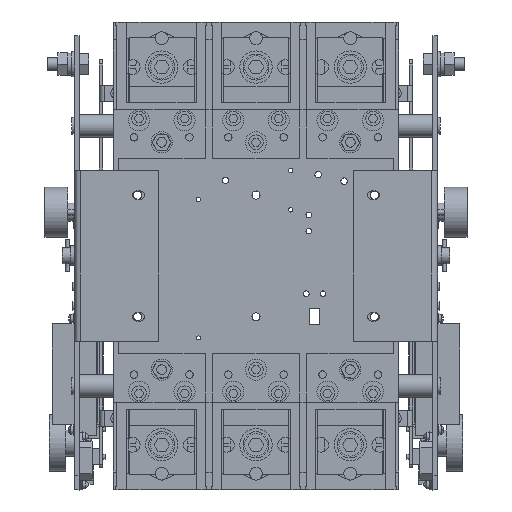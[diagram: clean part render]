
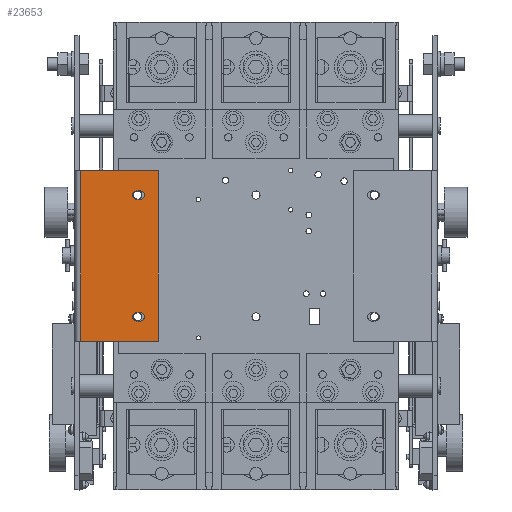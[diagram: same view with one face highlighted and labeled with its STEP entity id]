
A CAD part, front view. The second image highlights one B-rep face of the part: STEP entity #23653.
In plain terms, the highlighted planar face has unit normal (0, -1, 0).
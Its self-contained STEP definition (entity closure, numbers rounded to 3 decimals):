
#536 = DIRECTION ( 'NONE',  ( 0., 0., 1. ) ) ;
#816 = ORIENTED_EDGE ( 'NONE', *, *, #31650, .T. ) ;
#1657 = DIRECTION ( 'NONE',  ( 0., 0., 1. ) ) ;
#2135 = ORIENTED_EDGE ( 'NONE', *, *, #34557, .T. ) ;
#4284 = VERTEX_POINT ( 'NONE', #96659 ) ;
#6956 = VERTEX_POINT ( 'NONE', #64342 ) ;
#8711 = VERTEX_POINT ( 'NONE', #95246 ) ;
#9024 = ORIENTED_EDGE ( 'NONE', *, *, #68036, .F. ) ;
#9255 = LINE ( 'NONE', #77581, #23858 ) ;
#13791 = CARTESIAN_POINT ( 'NONE',  ( 37.4, -16.375, -37.125 ) ) ;
#14149 = CARTESIAN_POINT ( 'NONE',  ( -52.6, -16.375, 1.5 ) ) ;
#14516 = ORIENTED_EDGE ( 'NONE', *, *, #95528, .T. ) ;
#14782 = DIRECTION ( 'NONE',  ( 0., 0., 1. ) ) ;
#15156 = CIRCLE ( 'NONE', #71328, 2.625 ) ;
#15878 = VERTEX_POINT ( 'NONE', #90627 ) ;
#16567 = ORIENTED_EDGE ( 'NONE', *, *, #20772, .T. ) ;
#16618 = DIRECTION ( 'NONE',  ( 0., 1., 0. ) ) ;
#17651 = DIRECTION ( 'NONE',  ( -1., 0., 0. ) ) ;
#18458 = CARTESIAN_POINT ( 'NONE',  ( 52.4, -16.375, -50.25 ) ) ;
#19536 = ORIENTED_EDGE ( 'NONE', *, *, #64367, .F. ) ;
#20295 = EDGE_LOOP ( 'NONE', ( #9024, #16567, #53532, #19536 ) ) ;
#20772 = EDGE_CURVE ( 'NONE', #39585, #6956, #71186, .T. ) ;
#21646 = VECTOR ( 'NONE', #63154, 1000. ) ;
#21814 = PLANE ( 'NONE',  #57255 ) ;
#21835 = EDGE_CURVE ( 'NONE', #15878, #46740, #78035, .T. ) ;
#22347 = VECTOR ( 'NONE', #36753, 1000. ) ;
#22815 = FACE_BOUND ( 'NONE', #82000, .T. ) ;
#23607 = DIRECTION ( 'NONE',  ( -1., 0., 0. ) ) ;
#23653 = ADVANCED_FACE ( 'NONE', ( #22815, #37406, #55842 ), #21814, .F. ) ;
#23841 = VECTOR ( 'NONE', #95441, 1000. ) ;
#23858 = VECTOR ( 'NONE', #24320, 1000. ) ;
#24320 = DIRECTION ( 'NONE',  ( 0., 0., -1. ) ) ;
#26022 = VECTOR ( 'NONE', #43610, 1000. ) ;
#26795 = AXIS2_PLACEMENT_3D ( 'NONE', #31175, #16618, #536 ) ;
#26923 = DIRECTION ( 'NONE',  ( 0., 0., -1. ) ) ;
#30149 = LINE ( 'NONE', #18458, #38415 ) ;
#31175 = CARTESIAN_POINT ( 'NONE',  ( -37.6, -16.375, -39.125 ) ) ;
#31650 = EDGE_CURVE ( 'NONE', #55731, #34140, #62107, .T. ) ;
#31858 = ORIENTED_EDGE ( 'NONE', *, *, #82895, .T. ) ;
#31884 = CIRCLE ( 'NONE', #75129, 2.625 ) ;
#34140 = VERTEX_POINT ( 'NONE', #89300 ) ;
#34557 = EDGE_CURVE ( 'NONE', #46740, #38906, #9255, .T. ) ;
#34727 = AXIS2_PLACEMENT_3D ( 'NONE', #13791, #45412, #14782 ) ;
#34978 = CARTESIAN_POINT ( 'NONE',  ( 52.4, -16.375, 1.5 ) ) ;
#36324 = EDGE_CURVE ( 'NONE', #38906, #62850, #83509, .T. ) ;
#36753 = DIRECTION ( 'NONE',  ( 0., 0., -1. ) ) ;
#37406 = FACE_BOUND ( 'NONE', #83762, .T. ) ;
#38415 = VECTOR ( 'NONE', #23607, 1000. ) ;
#38906 = VERTEX_POINT ( 'NONE', #83612 ) ;
#39030 = DIRECTION ( 'NONE',  ( 0., 1., 0. ) ) ;
#39585 = VERTEX_POINT ( 'NONE', #71899 ) ;
#40341 = DIRECTION ( 'NONE',  ( 0., 1., 0. ) ) ;
#43610 = DIRECTION ( 'NONE',  ( 0., 0., -1. ) ) ;
#44932 = CARTESIAN_POINT ( 'NONE',  ( 0., -16.375, 1.5 ) ) ;
#45071 = DIRECTION ( 'NONE',  ( 0., 0., 1. ) ) ;
#45412 = DIRECTION ( 'NONE',  ( 0., 1., 0. ) ) ;
#45836 = CARTESIAN_POINT ( 'NONE',  ( -34.975, -16.375, -37.125 ) ) ;
#46740 = VERTEX_POINT ( 'NONE', #50527 ) ;
#47269 = CARTESIAN_POINT ( 'NONE',  ( -34.975, -16.375, -39.125 ) ) ;
#48307 = DIRECTION ( 'NONE',  ( 0., 1., 0. ) ) ;
#48521 = EDGE_CURVE ( 'NONE', #4284, #65348, #31884, .T. ) ;
#49116 = ORIENTED_EDGE ( 'NONE', *, *, #55815, .T. ) ;
#50527 = CARTESIAN_POINT ( 'NONE',  ( 40.025, -16.375, -37.125 ) ) ;
#50645 = LINE ( 'NONE', #51139, #26022 ) ;
#51139 = CARTESIAN_POINT ( 'NONE',  ( -34.975, -16.375, -39.125 ) ) ;
#51147 = CARTESIAN_POINT ( 'NONE',  ( 34.775, -16.375, -39.125 ) ) ;
#52909 = CARTESIAN_POINT ( 'NONE',  ( -52.6, -16.375, -50.25 ) ) ;
#53532 = ORIENTED_EDGE ( 'NONE', *, *, #92119, .T. ) ;
#54599 = DIRECTION ( 'NONE',  ( 0., 1., 0. ) ) ;
#55731 = VERTEX_POINT ( 'NONE', #47269 ) ;
#55815 = EDGE_CURVE ( 'NONE', #34140, #4284, #58775, .T. ) ;
#55842 = FACE_OUTER_BOUND ( 'NONE', #20295, .T. ) ;
#56498 = CIRCLE ( 'NONE', #66080, 2.625 ) ;
#57255 = AXIS2_PLACEMENT_3D ( 'NONE', #44932, #48307, #17651 ) ;
#58775 = LINE ( 'NONE', #65293, #23841 ) ;
#59515 = ORIENTED_EDGE ( 'NONE', *, *, #94788, .T. ) ;
#60774 = CARTESIAN_POINT ( 'NONE',  ( 34.775, -16.375, -39.125 ) ) ;
#62107 = CIRCLE ( 'NONE', #26795, 2.625 ) ;
#62850 = VERTEX_POINT ( 'NONE', #51147 ) ;
#63154 = DIRECTION ( 'NONE',  ( -1., 0., 0. ) ) ;
#64342 = CARTESIAN_POINT ( 'NONE',  ( -52.6, -16.375, -2.5 ) ) ;
#64367 = EDGE_CURVE ( 'NONE', #8711, #76130, #30149, .T. ) ;
#65293 = CARTESIAN_POINT ( 'NONE',  ( -40.225, -16.375, -39.125 ) ) ;
#65348 = VERTEX_POINT ( 'NONE', #96524 ) ;
#66080 = AXIS2_PLACEMENT_3D ( 'NONE', #86729, #80170, #72135 ) ;
#67084 = LINE ( 'NONE', #34978, #78874 ) ;
#68036 = EDGE_CURVE ( 'NONE', #39585, #8711, #67084, .T. ) ;
#68172 = CARTESIAN_POINT ( 'NONE',  ( -37.6, -16.375, -37.125 ) ) ;
#68307 = CARTESIAN_POINT ( 'NONE',  ( 34.775, -16.375, -37.125 ) ) ;
#68986 = ORIENTED_EDGE ( 'NONE', *, *, #79055, .T. ) ;
#70673 = DIRECTION ( 'NONE',  ( 0., 0., 1. ) ) ;
#70680 = CARTESIAN_POINT ( 'NONE',  ( -52.6, -16.375, -2.5 ) ) ;
#71186 = LINE ( 'NONE', #70680, #21646 ) ;
#71328 = AXIS2_PLACEMENT_3D ( 'NONE', #77206, #39030, #70673 ) ;
#71899 = CARTESIAN_POINT ( 'NONE',  ( 52.4, -16.375, -2.5 ) ) ;
#72135 = DIRECTION ( 'NONE',  ( 0., 0., 1. ) ) ;
#74294 = VECTOR ( 'NONE', #97936, 1000. ) ;
#74375 = LINE ( 'NONE', #60774, #74294 ) ;
#74938 = LINE ( 'NONE', #14149, #22347 ) ;
#75038 = ORIENTED_EDGE ( 'NONE', *, *, #36324, .T. ) ;
#75129 = AXIS2_PLACEMENT_3D ( 'NONE', #68172, #54599, #45071 ) ;
#76130 = VERTEX_POINT ( 'NONE', #52909 ) ;
#77206 = CARTESIAN_POINT ( 'NONE',  ( -37.6, -16.375, -37.125 ) ) ;
#77581 = CARTESIAN_POINT ( 'NONE',  ( 40.025, -16.375, -39.125 ) ) ;
#78035 = CIRCLE ( 'NONE', #34727, 2.625 ) ;
#78874 = VECTOR ( 'NONE', #26923, 1000. ) ;
#79055 = EDGE_CURVE ( 'NONE', #89741, #15878, #56498, .T. ) ;
#80170 = DIRECTION ( 'NONE',  ( 0., 1., 0. ) ) ;
#80765 = VERTEX_POINT ( 'NONE', #45836 ) ;
#82000 = EDGE_LOOP ( 'NONE', ( #59515, #816, #49116, #94832, #31858 ) ) ;
#82895 = EDGE_CURVE ( 'NONE', #65348, #80765, #15156, .T. ) ;
#83509 = CIRCLE ( 'NONE', #85097, 2.625 ) ;
#83612 = CARTESIAN_POINT ( 'NONE',  ( 40.025, -16.375, -39.125 ) ) ;
#83762 = EDGE_LOOP ( 'NONE', ( #2135, #75038, #14516, #68986, #95788 ) ) ;
#85097 = AXIS2_PLACEMENT_3D ( 'NONE', #93578, #40341, #1657 ) ;
#86729 = CARTESIAN_POINT ( 'NONE',  ( 37.4, -16.375, -37.125 ) ) ;
#89300 = CARTESIAN_POINT ( 'NONE',  ( -40.225, -16.375, -39.125 ) ) ;
#89741 = VERTEX_POINT ( 'NONE', #68307 ) ;
#90627 = CARTESIAN_POINT ( 'NONE',  ( 37.4, -16.375, -34.5 ) ) ;
#92119 = EDGE_CURVE ( 'NONE', #6956, #76130, #74938, .T. ) ;
#93578 = CARTESIAN_POINT ( 'NONE',  ( 37.4, -16.375, -39.125 ) ) ;
#94788 = EDGE_CURVE ( 'NONE', #80765, #55731, #50645, .T. ) ;
#94832 = ORIENTED_EDGE ( 'NONE', *, *, #48521, .T. ) ;
#95246 = CARTESIAN_POINT ( 'NONE',  ( 52.4, -16.375, -50.25 ) ) ;
#95441 = DIRECTION ( 'NONE',  ( 0., 0., 1. ) ) ;
#95528 = EDGE_CURVE ( 'NONE', #62850, #89741, #74375, .T. ) ;
#95788 = ORIENTED_EDGE ( 'NONE', *, *, #21835, .T. ) ;
#96524 = CARTESIAN_POINT ( 'NONE',  ( -37.6, -16.375, -34.5 ) ) ;
#96659 = CARTESIAN_POINT ( 'NONE',  ( -40.225, -16.375, -37.125 ) ) ;
#97936 = DIRECTION ( 'NONE',  ( 0., 0., 1. ) ) ;
